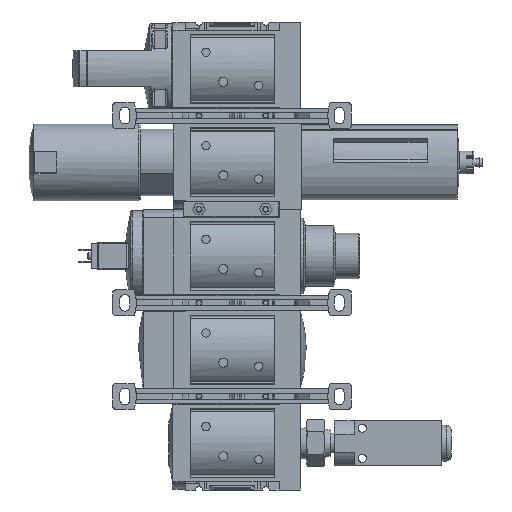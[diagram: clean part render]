
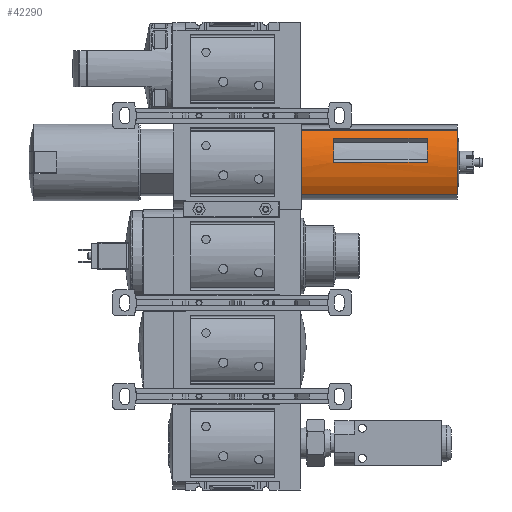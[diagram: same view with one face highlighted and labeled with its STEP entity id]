
A CAD part, left-side view. The second image highlights one B-rep face of the part: STEP entity #42290.
In plain terms, the highlighted cylindrical face has radius 40 mm (diameter 80 mm), a partial arc.
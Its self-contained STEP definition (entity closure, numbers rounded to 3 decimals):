
#2476=LINE('',#58242,#5971);
#2477=LINE('',#58247,#5972);
#2478=LINE('',#58250,#5973);
#2479=LINE('',#58251,#5974);
#5971=VECTOR('',#48541,1000.);
#5972=VECTOR('',#48544,1000.);
#5973=VECTOR('',#48547,1000.);
#5974=VECTOR('',#48548,1000.);
#8823=CIRCLE('',#44323,40.);
#8825=CIRCLE('',#44326,40.);
#8832=CIRCLE('',#44339,40.);
#8833=CIRCLE('',#44340,40.);
#11524=ORIENTED_EDGE('',*,*,#20028,.T.);
#11525=ORIENTED_EDGE('',*,*,#20029,.T.);
#11526=ORIENTED_EDGE('',*,*,#20030,.F.);
#11527=ORIENTED_EDGE('',*,*,#20031,.F.);
#11528=ORIENTED_EDGE('',*,*,#19996,.F.);
#11529=ORIENTED_EDGE('',*,*,#20032,.F.);
#11530=ORIENTED_EDGE('',*,*,#20001,.T.);
#11531=ORIENTED_EDGE('',*,*,#20033,.F.);
#19996=EDGE_CURVE('',#24385,#24386,#8823,.T.);
#20001=EDGE_CURVE('',#24391,#24390,#8825,.T.);
#20028=EDGE_CURVE('',#24413,#24414,#2476,.T.);
#20029=EDGE_CURVE('',#24414,#24415,#8832,.T.);
#20030=EDGE_CURVE('',#24416,#24415,#2477,.T.);
#20031=EDGE_CURVE('',#24413,#24416,#8833,.T.);
#20032=EDGE_CURVE('',#24391,#24385,#2478,.F.);
#20033=EDGE_CURVE('',#24386,#24390,#2479,.T.);
#24385=VERTEX_POINT('',#58163);
#24386=VERTEX_POINT('',#58165);
#24390=VERTEX_POINT('',#58174);
#24391=VERTEX_POINT('',#58176);
#24413=VERTEX_POINT('',#58243);
#24414=VERTEX_POINT('',#58244);
#24415=VERTEX_POINT('',#58246);
#24416=VERTEX_POINT('',#58248);
#27442=EDGE_LOOP('',(#11524,#11525,#11526,#11527));
#27443=EDGE_LOOP('',(#11528,#11529,#11530,#11531));
#29580=FACE_BOUND('',#27442,.T.);
#29581=FACE_BOUND('',#27443,.T.);
#31403=CYLINDRICAL_SURFACE('',#44338,40.);
#42290=ADVANCED_FACE('',(#29580,#29581),#31403,.T.);
#44323=AXIS2_PLACEMENT_3D('',#58164,#48490,#48491);
#44326=AXIS2_PLACEMENT_3D('',#58175,#48499,#48500);
#44338=AXIS2_PLACEMENT_3D('',#58241,#48539,#48540);
#44339=AXIS2_PLACEMENT_3D('',#58245,#48542,#48543);
#44340=AXIS2_PLACEMENT_3D('',#58249,#48545,#48546);
#48490=DIRECTION('',(0.,-1.,0.));
#48491=DIRECTION('',(0.,0.,-1.));
#48499=DIRECTION('',(0.,-1.,0.));
#48500=DIRECTION('',(0.,0.,-1.));
#48539=DIRECTION('',(0.,-1.,0.));
#48540=DIRECTION('',(0.,0.,-1.));
#48541=DIRECTION('',(0.,-1.,0.));
#48542=DIRECTION('',(0.,1.,0.));
#48543=DIRECTION('',(0.,0.,1.));
#48544=DIRECTION('',(0.,-1.,0.));
#48545=DIRECTION('',(0.,1.,0.));
#48546=DIRECTION('',(1.,0.,0.));
#48547=DIRECTION('',(0.,-1.,0.));
#48548=DIRECTION('',(0.,-1.,0.));
#58163=CARTESIAN_POINT('',(-24.602,-67.,16.134));
#58164=CARTESIAN_POINT('',(12.,-67.,0.));
#58165=CARTESIAN_POINT('',(-28.,-67.,0.));
#58174=CARTESIAN_POINT('',(-28.,-129.,0.));
#58175=CARTESIAN_POINT('',(12.,-129.,0.));
#58176=CARTESIAN_POINT('',(-24.602,-129.,16.134));
#58241=CARTESIAN_POINT('',(12.,-45.5,0.));
#58242=CARTESIAN_POINT('',(-21.879,-45.5,-21.266));
#58243=CARTESIAN_POINT('',(-21.879,-45.5,-21.266));
#58244=CARTESIAN_POINT('',(-21.879,-148.89,-21.266));
#58245=CARTESIAN_POINT('',(12.,-148.89,0.));
#58246=CARTESIAN_POINT('',(-21.879,-148.89,21.266));
#58247=CARTESIAN_POINT('',(-21.879,-45.5,21.266));
#58248=CARTESIAN_POINT('',(-21.879,-45.5,21.266));
#58249=CARTESIAN_POINT('',(12.,-45.5,0.));
#58250=CARTESIAN_POINT('',(-24.602,-45.5,16.134));
#58251=CARTESIAN_POINT('',(-28.,-45.5,0.));
